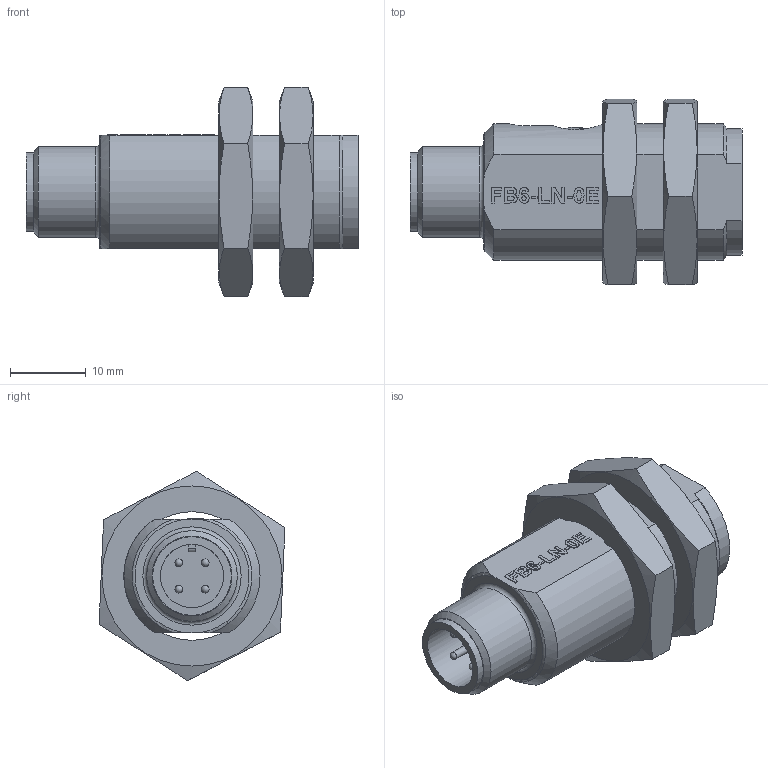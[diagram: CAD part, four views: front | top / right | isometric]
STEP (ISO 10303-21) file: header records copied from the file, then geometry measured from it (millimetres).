
FILE_DESCRIPTION (( 'STEP AP214' ), '1' );
FILE_NAME ('FB6-LN-0E.STEP', '2012-06-18T19:35:03', ( '.adc' ), ( '' ), 'SwSTEP 2.0', 'SolidWorks 2011', '' );
FILE_SCHEMA (( 'AUTOMOTIVE_DESIGN' ));
Length unit declared in the file: millimetre
Products named in the file (1): FB6-LN-0E
Bounding box: 43.9 x 24.57 x 27.69 mm (x, y, z)
Volume: 10306.6 mm3; surface area: 5165.6 mm2
Topology: 7 solids, 7 shells, 220 faces, 583 edges, 385 vertices
Faces by surface type: plane 133, bspline 38, cylinder 33, cone 9, sphere 4, torus 3
Full cylindrical faces by diameter (mm): 1 x4, 2.357 x1, 4.264 x1, 8.4 x1, 10.4 x1, 12 x1
Entity records: 10199 total; most frequent: CARTESIAN_POINT 3865, ORIENTED_EDGE 1092, DIRECTION 861, EDGE_CURVE 546, VERTEX_POINT 371, VECTOR 341, LINE 341, AXIS2_PLACEMENT_3D 260
